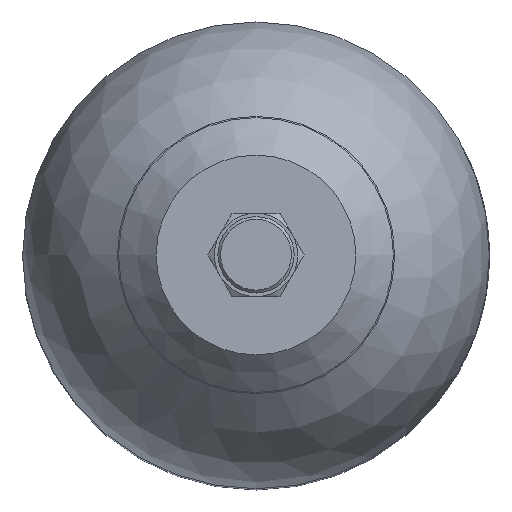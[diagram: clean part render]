
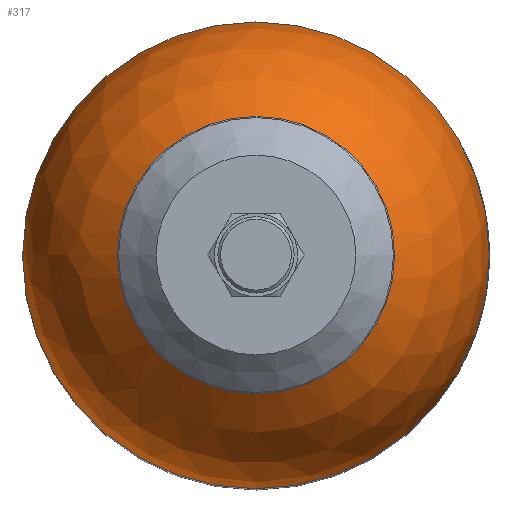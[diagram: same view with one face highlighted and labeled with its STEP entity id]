
A CAD part, top view. The second image highlights one B-rep face of the part: STEP entity #317.
In plain terms, the highlighted spherical face has radius 84.15 mm.
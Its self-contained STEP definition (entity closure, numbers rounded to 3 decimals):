
#317 = ADVANCED_FACE( '', ( #820, #821 ), #822, .T. );
#820 = FACE_OUTER_BOUND( '', #1526, .T. );
#821 = FACE_OUTER_BOUND( '', #1527, .T. );
#822 = SPHERICAL_SURFACE( '', #1528, 84.15 );
#1526 = EDGE_LOOP( '', ( #2661 ) );
#1527 = EDGE_LOOP( '', ( #2662 ) );
#1528 = AXIS2_PLACEMENT_3D( '', #2663, #2664, #2665 );
#2661 = ORIENTED_EDGE( '', *, *, #4813, .T. );
#2662 = ORIENTED_EDGE( '', *, *, #4742, .F. );
#2663 = CARTESIAN_POINT( '', ( 0., 0., 126.929 ) );
#2664 = DIRECTION( '', ( 0., 0., -1. ) );
#2665 = DIRECTION( '', ( -1., 0., 0. ) );
#4742 = EDGE_CURVE( '', #5557, #5557, #5558, .T. );
#4813 = EDGE_CURVE( '', #5681, #5681, #5682, .T. );
#5557 = VERTEX_POINT( '', #7156 );
#5558 = CIRCLE( '', #7157, 84.15 );
#5681 = VERTEX_POINT( '', #7610 );
#5682 = CIRCLE( '', #7611, 49.559 );
#7156 = CARTESIAN_POINT( '', ( -84.15, 0., 126.929 ) );
#7157 = AXIS2_PLACEMENT_3D( '', #9488, #9489, #9490 );
#7610 = CARTESIAN_POINT( '', ( -49.559, 0., 194.938 ) );
#7611 = AXIS2_PLACEMENT_3D( '', #9617, #9618, #9619 );
#9488 = CARTESIAN_POINT( '', ( 0., 0., 126.929 ) );
#9489 = DIRECTION( '', ( 0., 0., -1. ) );
#9490 = DIRECTION( '', ( -1., 0., 0. ) );
#9617 = CARTESIAN_POINT( '', ( 0., 0., 194.938 ) );
#9618 = DIRECTION( '', ( 0., 0., -1. ) );
#9619 = DIRECTION( '', ( -1., 0., 0. ) );
